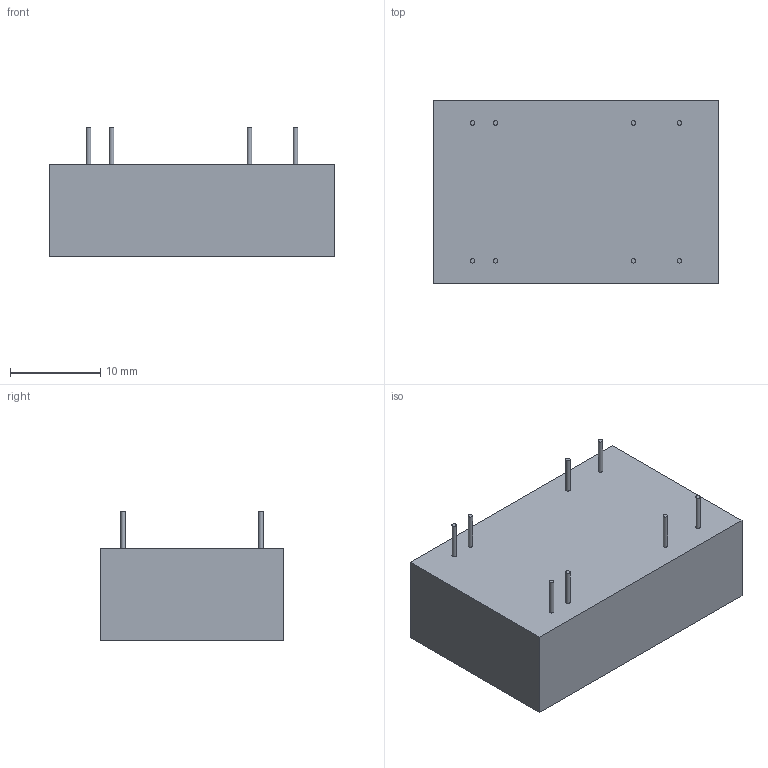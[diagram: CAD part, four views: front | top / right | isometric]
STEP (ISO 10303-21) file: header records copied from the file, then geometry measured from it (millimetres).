
FILE_DESCRIPTION(/* description */ (''),/* implementation_level */ '2;1');
FILE_NAME(/* name */ 'QAW0x.step',/* time_stamp */ '2021-11-20T21:31:50+05:00',/* author */ (''),/* organization */ (''),/* preprocessor_version */ 'ST-DEVELOPER v18.1',/* originating_system */ 'Autodesk Translation Framework v10.10.0.1391',/* authorisation */ '');
FILE_SCHEMA (('AUTOMOTIVE_DESIGN { 1 0 10303 214 3 1 1 }'));
Length unit declared in the file: millimetre
Products named in the file (1): (Unsaved)
Bounding box: 31.6 x 20.3 x 14.31 mm (x, y, z)
Volume: 6549.8 mm3; surface area: 2395.2 mm2
Topology: 1 solids, 1 shells, 435 faces, 1224 edges, 816 vertices
Faces by surface type: bspline 272, plane 155, cylinder 8
Full cylindrical faces by diameter (mm): 0.5 x8
Entity records: 16551 total; most frequent: CARTESIAN_POINT 7100, ORIENTED_EDGE 2448, EDGE_CURVE 1224, DIRECTION 1024, VERTEX_POINT 816, LINE 664, VECTOR 664, B_SPLINE_CURVE_WITH_KNOTS 544
